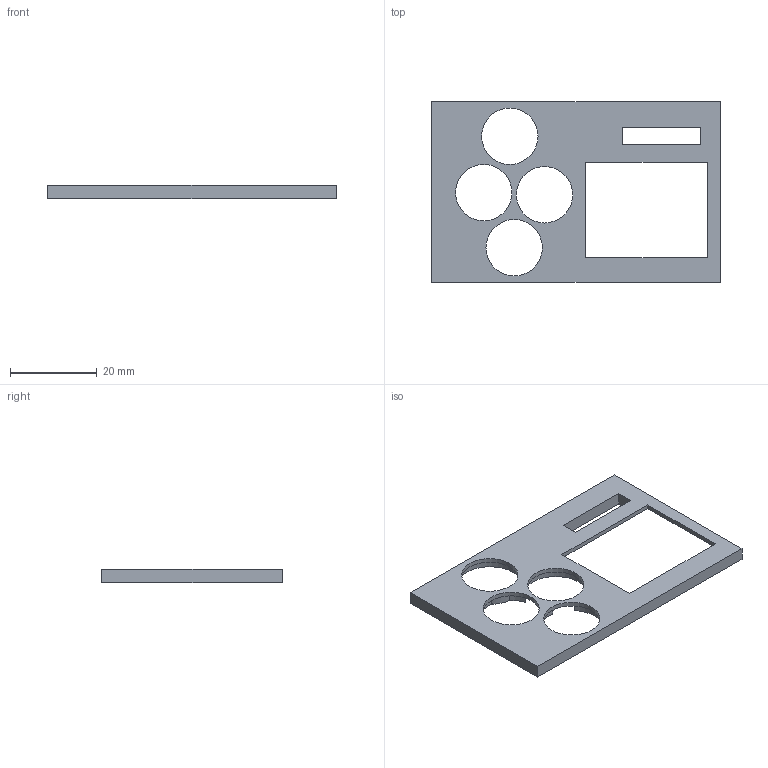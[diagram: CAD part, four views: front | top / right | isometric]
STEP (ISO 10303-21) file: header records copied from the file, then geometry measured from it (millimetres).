
FILE_DESCRIPTION(/* description */ (''),/* implementation_level */ '2;1');
FILE_NAME(/* name */ 'frontal_cover.step',/* time_stamp */ '2020-02-26T17:12:30+01:00',/* author */ (''),/* organization */ (''),/* preprocessor_version */ 'ST-DEVELOPER v18',/* originating_system */ 'Autodesk Translation Framework v8.12.0.6',/* authorisation */ '');
FILE_SCHEMA (('AUTOMOTIVE_DESIGN { 1 0 10303 214 3 1 1 }'));
Length unit declared in the file: millimetre
Products named in the file (1): tapa caleino
Bounding box: 66.5 x 41.7 x 3 mm (x, y, z)
Volume: 3756 mm3; surface area: 4747.4 mm2
Topology: 1 solids, 1 shells, 43 faces, 111 edges, 67 vertices
Faces by surface type: plane 27, cylinder 16
Full cylindrical faces by diameter (mm): 13 x4
Entity records: 1358 total; most frequent: DIRECTION 235, ORIENTED_EDGE 222, CARTESIAN_POINT 222, EDGE_CURVE 111, AXIS2_PLACEMENT_3D 80, LINE 75, VECTOR 75, VERTEX_POINT 67
